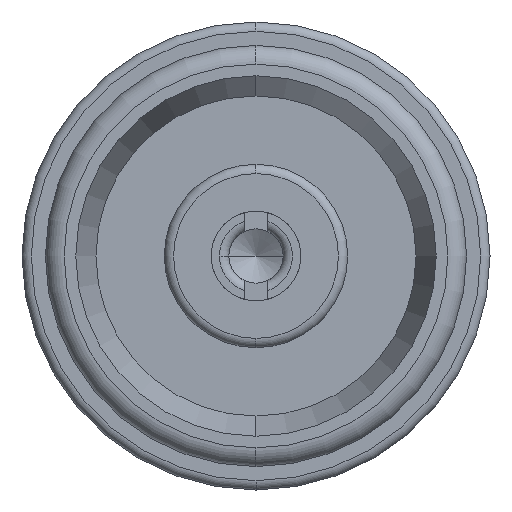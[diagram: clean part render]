
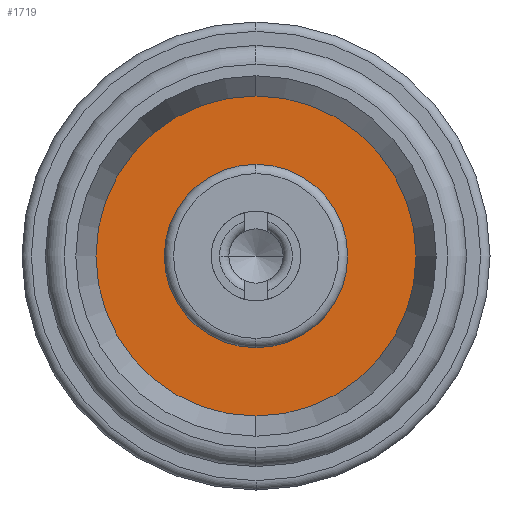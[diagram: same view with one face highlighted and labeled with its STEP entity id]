
A CAD part, left-side view. The second image highlights one B-rep face of the part: STEP entity #1719.
In plain terms, the highlighted planar face has unit normal (-1, 0, 0).
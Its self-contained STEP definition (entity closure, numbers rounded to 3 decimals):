
#9 = DIRECTION ( 'NONE',  ( 0., 0., 1. ) ) ;
#223 = FACE_BOUND ( 'NONE', #2816, .T. ) ;
#238 = DIRECTION ( 'NONE',  ( 0., 0., 1. ) ) ;
#240 = AXIS2_PLACEMENT_3D ( 'NONE', #4969, #2232, #2238 ) ;
#367 = CARTESIAN_POINT ( 'NONE',  ( 4.06, 0., 0. ) ) ;
#498 = EDGE_CURVE ( 'NONE', #1622, #3237, #2520, .T. ) ;
#618 = VERTEX_POINT ( 'NONE', #4885 ) ;
#775 = DIRECTION ( 'NONE',  ( -1., 0., 0. ) ) ;
#966 = DIRECTION ( 'NONE',  ( -1., 0., 0. ) ) ;
#1095 = AXIS2_PLACEMENT_3D ( 'NONE', #4160, #4437, #238 ) ;
#1349 = AXIS2_PLACEMENT_3D ( 'NONE', #3348, #966, #2610 ) ;
#1451 = EDGE_CURVE ( 'NONE', #618, #1583, #4851, .T. ) ;
#1476 = DIRECTION ( 'NONE',  ( 1., 0., 0. ) ) ;
#1583 = VERTEX_POINT ( 'NONE', #4283 ) ;
#1618 = EDGE_CURVE ( 'NONE', #1583, #618, #4664, .T. ) ;
#1622 = VERTEX_POINT ( 'NONE', #3173 ) ;
#1692 = ORIENTED_EDGE ( 'NONE', *, *, #2458, .F. ) ;
#1700 = PLANE ( 'NONE',  #3039 ) ;
#1719 = ADVANCED_FACE ( 'NONE', ( #223, #2330 ), #1700, .F. ) ;
#1859 = CIRCLE ( 'NONE', #240, 0.98 ) ;
#2232 = DIRECTION ( 'NONE',  ( -1., 0., 0. ) ) ;
#2238 = DIRECTION ( 'NONE',  ( 0., 0., 1. ) ) ;
#2330 = FACE_OUTER_BOUND ( 'NONE', #2512, .T. ) ;
#2458 = EDGE_CURVE ( 'NONE', #3237, #1622, #1859, .T. ) ;
#2512 = EDGE_LOOP ( 'NONE', ( #5077, #3450 ) ) ;
#2520 = CIRCLE ( 'NONE', #1095, 0.98 ) ;
#2610 = DIRECTION ( 'NONE',  ( 0., 0., 1. ) ) ;
#2640 = ORIENTED_EDGE ( 'NONE', *, *, #498, .F. ) ;
#2816 = EDGE_LOOP ( 'NONE', ( #2640, #1692 ) ) ;
#3039 = AXIS2_PLACEMENT_3D ( 'NONE', #3552, #1476, #3981 ) ;
#3173 = CARTESIAN_POINT ( 'NONE',  ( 4.06, 0., 0.98 ) ) ;
#3237 = VERTEX_POINT ( 'NONE', #3266 ) ;
#3266 = CARTESIAN_POINT ( 'NONE',  ( 4.06, 0., -0.98 ) ) ;
#3348 = CARTESIAN_POINT ( 'NONE',  ( 4.06, 0., 0. ) ) ;
#3450 = ORIENTED_EDGE ( 'NONE', *, *, #1451, .T. ) ;
#3552 = CARTESIAN_POINT ( 'NONE',  ( 4.06, 0.98, 0. ) ) ;
#3981 = DIRECTION ( 'NONE',  ( 0., 0., -1. ) ) ;
#4160 = CARTESIAN_POINT ( 'NONE',  ( 4.06, 0., 0. ) ) ;
#4283 = CARTESIAN_POINT ( 'NONE',  ( 4.06, 0., 1.8 ) ) ;
#4437 = DIRECTION ( 'NONE',  ( -1., 0., 0. ) ) ;
#4664 = CIRCLE ( 'NONE', #4987, 1.8 ) ;
#4851 = CIRCLE ( 'NONE', #1349, 1.8 ) ;
#4885 = CARTESIAN_POINT ( 'NONE',  ( 4.06, 0., -1.8 ) ) ;
#4969 = CARTESIAN_POINT ( 'NONE',  ( 4.06, 0., 0. ) ) ;
#4987 = AXIS2_PLACEMENT_3D ( 'NONE', #367, #775, #9 ) ;
#5077 = ORIENTED_EDGE ( 'NONE', *, *, #1618, .T. ) ;
